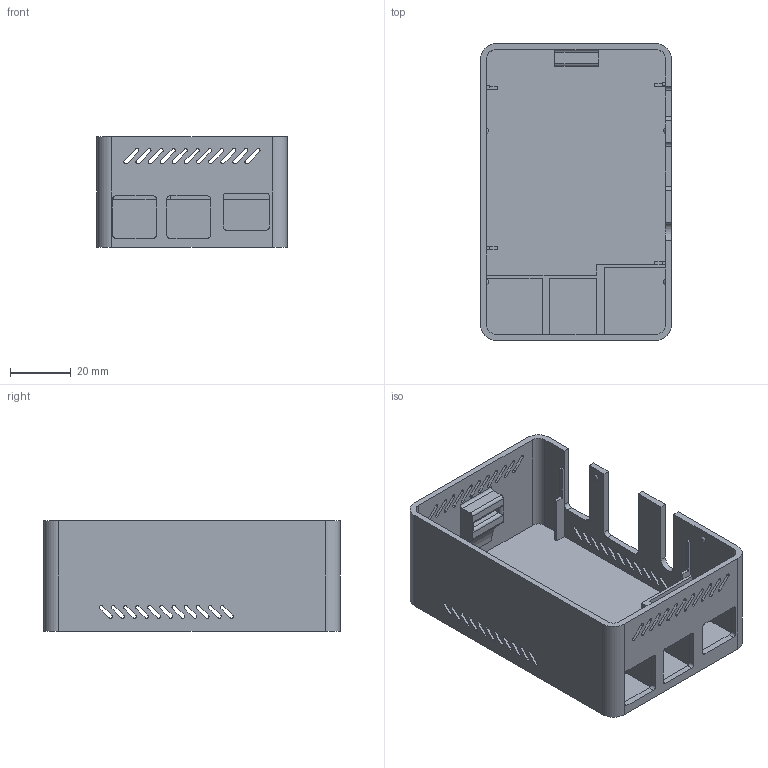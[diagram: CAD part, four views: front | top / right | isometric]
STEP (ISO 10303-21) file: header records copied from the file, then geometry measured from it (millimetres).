
FILE_DESCRIPTION(/* description */ (''),/* implementation_level */ '2;1');
FILE_NAME(/* name */ 'Unterteil.step',/* time_stamp */ '2022-03-31T15:59:56+02:00',/* author */ (''),/* organization */ (''),/* preprocessor_version */ 'ST-DEVELOPER v18.1',/* originating_system */ 'Autodesk Translation Framework v10.13.0.1454',/* authorisation */ '');
FILE_SCHEMA (('AUTOMOTIVE_DESIGN { 1 0 10303 214 3 1 1 }'));
Length unit declared in the file: millimetre
Products named in the file (1): Unterteil
Bounding box: 63 x 98 x 36.65 mm (x, y, z)
Volume: 33314.5 mm3; surface area: 36035.6 mm2
Topology: 1 solids, 1 shells, 309 faces, 892 edges, 589 vertices
Faces by surface type: plane 174, cylinder 127, bspline 8
Entity records: 11070 total; most frequent: CARTESIAN_POINT 2528, ORIENTED_EDGE 1784, DIRECTION 1736, EDGE_CURVE 892, LINE 624, VECTOR 624, VERTEX_POINT 589, AXIS2_PLACEMENT_3D 556
